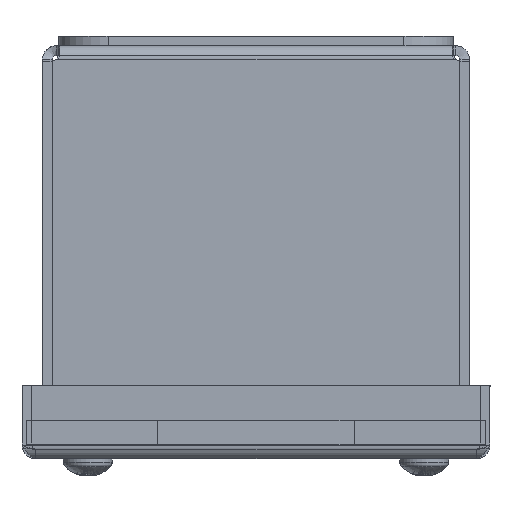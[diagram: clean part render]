
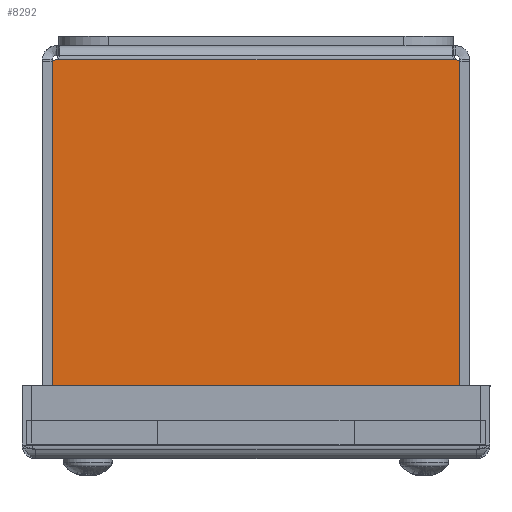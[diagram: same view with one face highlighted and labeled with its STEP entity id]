
A CAD part, front view. The second image highlights one B-rep face of the part: STEP entity #8292.
In plain terms, the highlighted planar face has unit normal (0, -1, 0).
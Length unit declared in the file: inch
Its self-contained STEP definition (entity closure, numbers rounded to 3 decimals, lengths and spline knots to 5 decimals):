
#486=CIRCLE('',#8922,0.07);
#488=CIRCLE('',#8925,0.07);
#895=PLANE('',#8924);
#1308=FACE_OUTER_BOUND('',#1813,.T.);
#1813=EDGE_LOOP('',(#7374,#7375,#7376,#7377,#7378,#7379));
#2581=LINE('',#13889,#3362);
#2589=LINE('',#13910,#3370);
#2633=LINE('',#14326,#3414);
#2634=LINE('',#14328,#3415);
#3362=VECTOR('',#10826,3.10059);
#3370=VECTOR('',#10854,2.58869);
#3414=VECTOR('',#10956,2.58869);
#3415=VECTOR('',#10957,3.04583);
#4153=VERTEX_POINT('',#13886);
#4154=VERTEX_POINT('',#13888);
#4157=VERTEX_POINT('',#13909);
#4190=VERTEX_POINT('',#14318);
#4191=VERTEX_POINT('',#14320);
#4193=VERTEX_POINT('',#14327);
#5192=EDGE_CURVE('',#4154,#4153,#2581,.T.);
#5203=EDGE_CURVE('',#4154,#4157,#2589,.T.);
#5264=EDGE_CURVE('',#4191,#4190,#486,.T.);
#5267=EDGE_CURVE('',#4191,#4153,#2633,.T.);
#5268=EDGE_CURVE('',#4190,#4193,#2634,.T.);
#5269=EDGE_CURVE('',#4193,#4157,#488,.T.);
#7374=ORIENTED_EDGE('',*,*,#5192,.T.);
#7375=ORIENTED_EDGE('',*,*,#5267,.F.);
#7376=ORIENTED_EDGE('',*,*,#5264,.T.);
#7377=ORIENTED_EDGE('',*,*,#5268,.T.);
#7378=ORIENTED_EDGE('',*,*,#5269,.T.);
#7379=ORIENTED_EDGE('',*,*,#5203,.F.);
#8292=ADVANCED_FACE('',(#1308),#895,.F.);
#8922=AXIS2_PLACEMENT_3D('',#14321,#10949,#10950);
#8924=AXIS2_PLACEMENT_3D('',#14325,#10954,#10955);
#8925=AXIS2_PLACEMENT_3D('',#14329,#10958,#10959);
#10826=DIRECTION('',(-1.,0.,0.));
#10854=DIRECTION('',(0.,0.,-1.));
#10949=DIRECTION('center_axis',(0.,1.,0.));
#10950=DIRECTION('ref_axis',(1.,0.,0.));
#10954=DIRECTION('center_axis',(0.,1.,0.));
#10955=DIRECTION('ref_axis',(1.,0.,0.));
#10956=DIRECTION('',(0.,0.,1.));
#10957=DIRECTION('',(1.,0.,0.));
#10958=DIRECTION('center_axis',(0.,1.,0.));
#10959=DIRECTION('ref_axis',(1.,0.,0.));
#13886=CARTESIAN_POINT('',(0.07471,0.,2.70475));
#13888=CARTESIAN_POINT('',(3.17529,0.,2.70475));
#13889=CARTESIAN_POINT('',(2.40015,0.,2.70475));
#13909=CARTESIAN_POINT('',(3.17529,0.,0.11606));
#13910=CARTESIAN_POINT('',(3.17529,0.,0.10525));
#14318=CARTESIAN_POINT('',(0.10208,0.,0.10525));
#14320=CARTESIAN_POINT('',(0.07471,0.,0.11606));
#14321=CARTESIAN_POINT('Origin',(0.06327,0.,
0.047));
#14325=CARTESIAN_POINT('Origin',(1.625,0.,1.37657));
#14326=CARTESIAN_POINT('',(0.07471,0.,0.10525));
#14327=CARTESIAN_POINT('',(3.14792,0.,0.10525));
#14328=CARTESIAN_POINT('',(1.625,0.,0.10525));
#14329=CARTESIAN_POINT('Origin',(3.18673,0.,
0.047));
